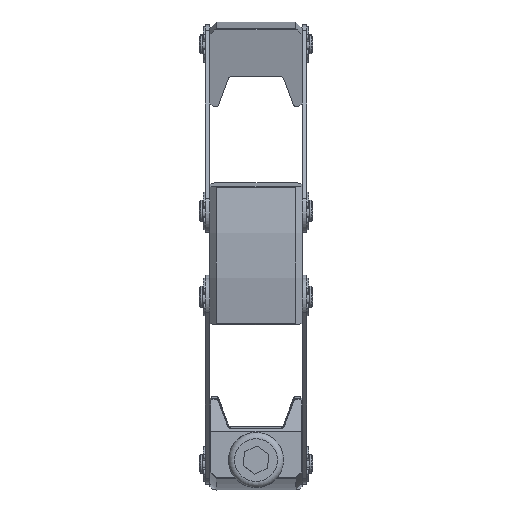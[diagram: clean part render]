
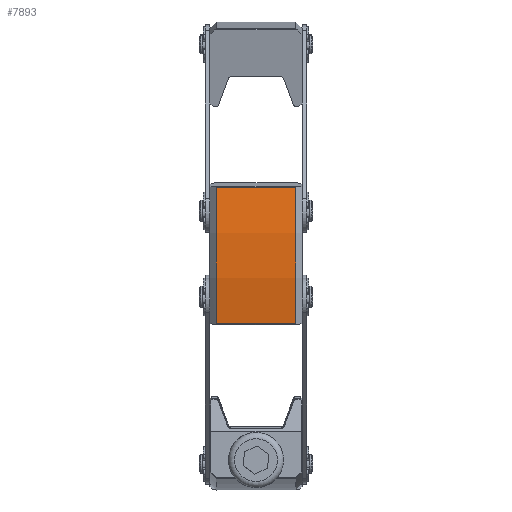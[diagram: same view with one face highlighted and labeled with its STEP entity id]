
A CAD part, front view. The second image highlights one B-rep face of the part: STEP entity #7893.
In plain terms, the highlighted cylindrical face has radius 116 mm (diameter 232 mm), a partial arc.
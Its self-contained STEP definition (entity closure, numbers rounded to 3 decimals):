
#596=LINE('',#12072,#1230);
#598=LINE('',#12087,#1232);
#1230=VECTOR('',#9610,1000.);
#1232=VECTOR('',#9614,1000.);
#2016=ORIENTED_EDGE('',*,*,#4339,.F.);
#2017=ORIENTED_EDGE('',*,*,#4346,.F.);
#2018=ORIENTED_EDGE('',*,*,#4335,.F.);
#2019=ORIENTED_EDGE('',*,*,#4340,.F.);
#4335=EDGE_CURVE('',#5501,#5498,#596,.T.);
#4339=EDGE_CURVE('',#5505,#5502,#598,.T.);
#4340=EDGE_CURVE('',#5502,#5501,#6258,.F.);
#4346=EDGE_CURVE('',#5498,#5505,#6260,.F.);
#5498=VERTEX_POINT('',#12063);
#5501=VERTEX_POINT('',#12071);
#5502=VERTEX_POINT('',#12078);
#5505=VERTEX_POINT('',#12086);
#6258=CIRCLE('',#8693,116.);
#6260=CIRCLE('',#8696,116.);
#6660=EDGE_LOOP('',(#2016,#2017,#2018,#2019));
#7206=FACE_BOUND('',#6660,.T.);
#7749=CYLINDRICAL_SURFACE('',#8695,116.);
#7893=ADVANCED_FACE('',(#7206),#7749,.T.);
#8693=AXIS2_PLACEMENT_3D('',#12089,#9617,#9618);
#8695=AXIS2_PLACEMENT_3D('',#12111,#9621,#9622);
#8696=AXIS2_PLACEMENT_3D('',#12112,#9623,#9624);
#9610=DIRECTION('',(0.,0.,-1.));
#9614=DIRECTION('',(0.,0.,1.));
#9617=DIRECTION('',(0.,0.,-1.));
#9618=DIRECTION('',(-1.,0.,0.));
#9621=DIRECTION('',(0.,0.,1.));
#9622=DIRECTION('',(-1.,0.,0.));
#9623=DIRECTION('',(0.,0.,1.));
#9624=DIRECTION('',(1.,0.,0.));
#12063=CARTESIAN_POINT('',(-22.215,113.853,-13.));
#12071=CARTESIAN_POINT('',(-22.215,113.853,13.));
#12072=CARTESIAN_POINT('',(-22.215,113.853,13.));
#12078=CARTESIAN_POINT('',(22.215,113.853,13.));
#12086=CARTESIAN_POINT('',(22.215,113.853,-13.));
#12087=CARTESIAN_POINT('',(22.215,113.853,-13.));
#12089=CARTESIAN_POINT('',(0.,0.,13.));
#12111=CARTESIAN_POINT('',(0.,0.,0.));
#12112=CARTESIAN_POINT('',(0.,0.,-13.));
